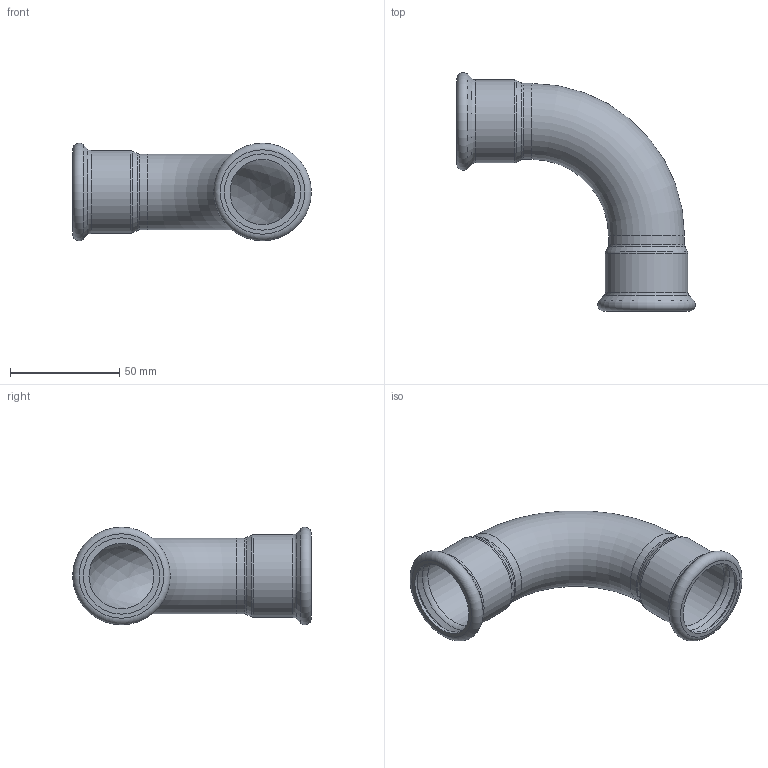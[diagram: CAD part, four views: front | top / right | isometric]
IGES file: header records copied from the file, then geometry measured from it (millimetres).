
Global section: file name: No Iges File Name specified; native system: Autodesk Inventor 2012; preprocessor: AutoDesk Inventor Iges Exporter R2012; author: aporro; date: 20130603.165615; units: millimetre
Bounding box: 109.35 x 109.35 x 44.7 mm (x, y, z)
Volume: 27308.9 mm3; surface area: 36054.1 mm2
Topology: 1 solids, 1 shells, 40 faces, 76 edges, 44 vertices
Faces by surface type: revolution 17, plane 8, torus 7, cone 4, cylinder 4
Full cylindrical faces by diameter (mm): 34.8 x2, 38 x2
